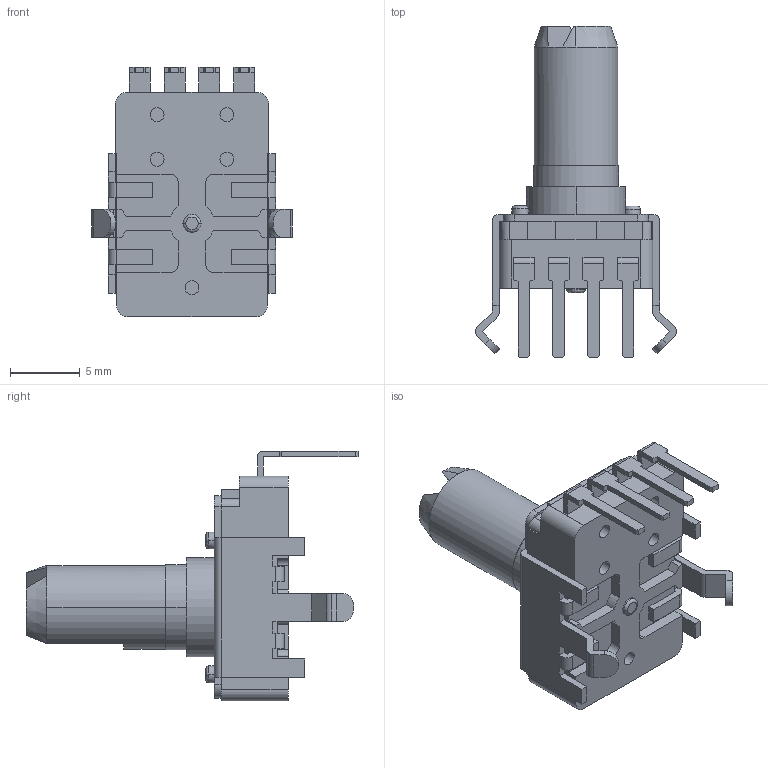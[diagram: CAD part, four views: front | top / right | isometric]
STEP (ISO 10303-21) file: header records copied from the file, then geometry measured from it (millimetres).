
FILE_DESCRIPTION(('STEP AP214'),'1');
FILE_NAME('69140.stp','2016-07-12T21:00:04',('TraceParts'),('TraceParts S.A.'),'Spatial InterOp 3D',' ',' ');
FILE_SCHEMA(('automotive_design'));
Length unit declared in the file: millimetre
Products named in the file (1): PTV111-4420A
Bounding box: 14.4 x 23.8 x 17.9 mm (x, y, z)
Volume: 1279 mm3; surface area: 1335 mm2
Topology: 1 solids, 1 shells, 264 faces, 731 edges, 478 vertices
Faces by surface type: plane 191, cylinder 64, torus 6, cone 3
Entity records: 8408 total; most frequent: CARTESIAN_POINT 1492, ORIENTED_EDGE 1462, DIRECTION 1413, EDGE_CURVE 731, LINE 571, VECTOR 571, VERTEX_POINT 478, AXIS2_PLACEMENT_3D 421
